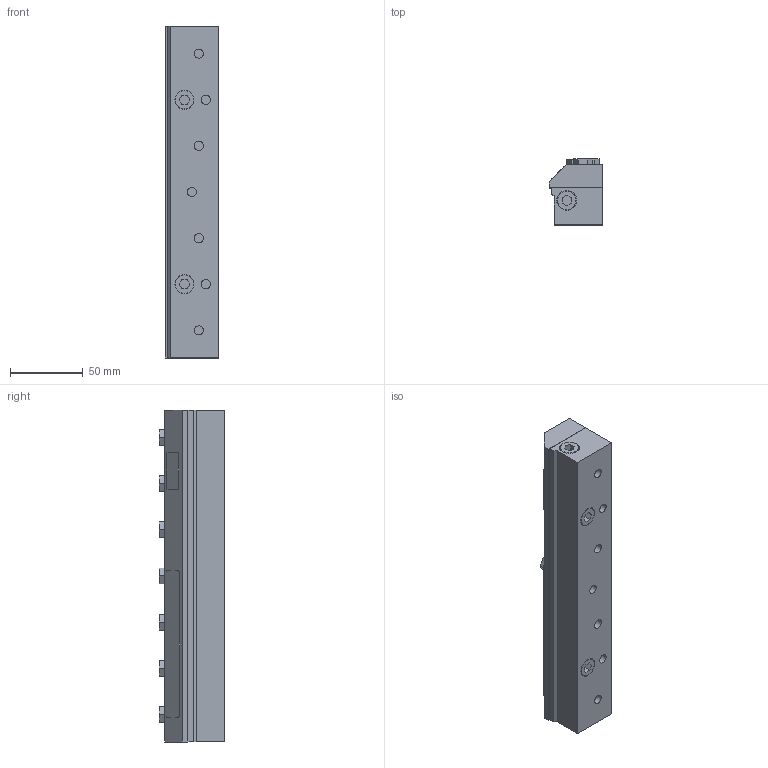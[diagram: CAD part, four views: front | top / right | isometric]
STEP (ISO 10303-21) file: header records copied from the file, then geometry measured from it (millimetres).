
FILE_DESCRIPTION((''),'2;1');
FILE_NAME('110009-PVDF.stp','2009-08-06T14:43:46',('David Woerner'),(''),'Autodesk Inventor 2010','Autodesk Inventor 2010','');
FILE_SCHEMA(('AUTOMOTIVE_DESIGN { 1 0 10303 214 1 1 1 1 }'));
Length unit declared in the file: inch
Products named in the file (8): 110009-PVDF; 900994; 900996; 900995; 900248; Parker Countersunk Hex-Head Plug 219P 219P-4; 9715; 9898
Assembly tree (15 placements, depth 2):
  110009-PVDF
    900994
    900996
    900995
    900248  x7
    Parker Countersunk Hex-Head Plug 219P 219P-4  x3
    9715
    9898
Bounding box: 36.53 x 45.26 x 228.6 mm (x, y, z)
Volume: 291150.5 mm3; surface area: 85467.9 mm2
Topology: 15 solids, 15 shells, 213 faces, 523 edges, 349 vertices
Faces by surface type: plane 142, bspline 28, cylinder 26, cone 17
Full cylindrical faces by diameter (mm): 6.477 x7, 7.163 x7
Entity records: 4523 total; most frequent: CARTESIAN_POINT 1157, DIRECTION 629, ORIENTED_EDGE 594, EDGE_CURVE 297, AXIS2_PLACEMENT_3D 224, VERTEX_POINT 214, EDGE_LOOP 211, VECTOR 181
